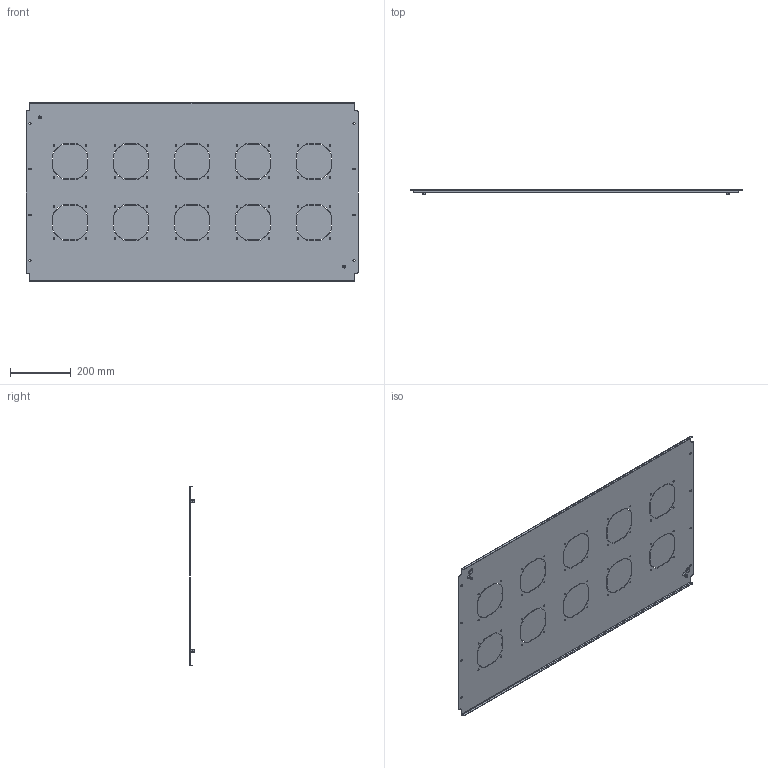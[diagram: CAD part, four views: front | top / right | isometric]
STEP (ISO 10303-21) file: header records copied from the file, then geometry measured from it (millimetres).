
FILE_DESCRIPTION (( 'STEP AP214' ), '1' );
FILE_NAME ('983.270.STEP', '2025-02-11T11:50:28', ( '' ), ( '' ), 'SwSTEP 2.0', 'SolidWorks 2021', '' );
FILE_SCHEMA (( 'AUTOMOTIVE_DESIGN' ));
Length unit declared in the file: millimetre
Products named in the file (4): Çíàê çàçåìëåíèÿ ô20ìì; 983.270 眈翴錪; 983.270; Çàêëåïêà ðåçüáîâàÿ Ì6 øåñòèãðàííàÿ ñ óìåíüøåííûì áîðòîì
Assembly tree (5 placements, depth 2):
  983.270
    983.270 眈翴錪
    Çíàê çàçåìëåíèÿ ô20ìì  x2
    Çàêëåïêà ðåçüáîâàÿ Ì6 øåñòèãðàííàÿ ñ óìåíüøåííûì áîðòîì  x2
Bounding box: 1090 x 16 x 590 mm (x, y, z)
Volume: 977773 mm3; surface area: 1322399.2 mm2
Topology: 5 solids, 5 shells, 594 faces, 1684 edges, 1112 vertices
Faces by surface type: plane 370, cylinder 212, cone 12
Entity records: 18489 total; most frequent: CARTESIAN_POINT 3246, ORIENTED_EDGE 3120, DIRECTION 3058, EDGE_CURVE 1560, VECTOR 1146, LINE 1146, VERTEX_POINT 1032, AXIS2_PLACEMENT_3D 956
